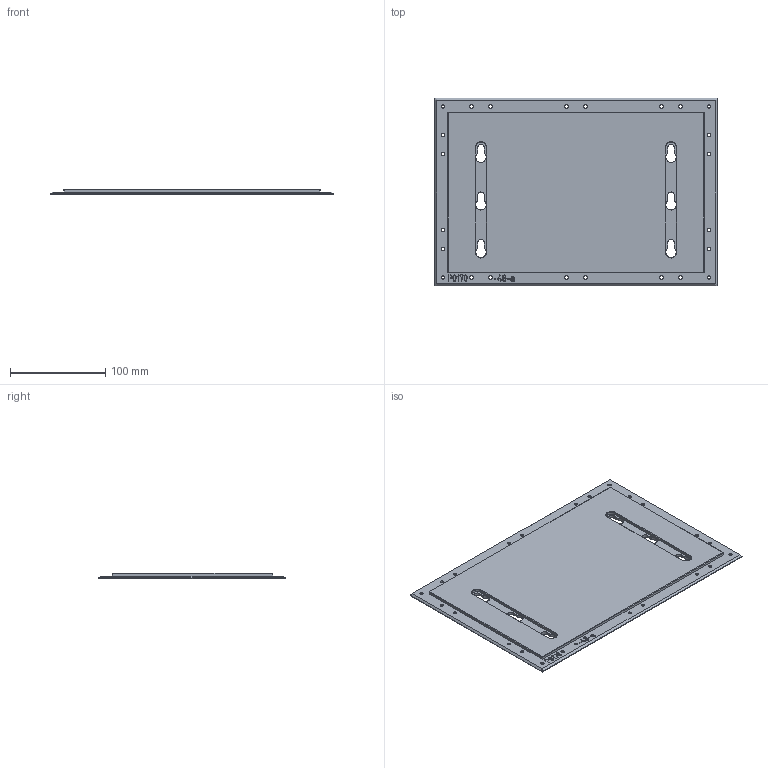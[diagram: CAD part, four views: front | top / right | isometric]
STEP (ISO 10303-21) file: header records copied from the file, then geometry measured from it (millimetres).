
FILE_DESCRIPTION(('FreeCAD Model'),'2;1');
FILE_NAME('Open CASCADE Shape Model','2024-08-11T12:21:45',(''),(''), 'Open CASCADE STEP processor 7.8','FreeCAD','Unknown');
FILE_SCHEMA(('AUTOMOTIVE_DESIGN { 1 0 10303 214 1 1 1 1 }'));
Length unit declared in the file: millimetre
Products named in the file (1): P0170-48-a_Grundplatte_300_200_Wandhalterung
Bounding box: 297.6 x 197.6 x 6 mm (x, y, z)
Volume: 299166.6 mm3; surface area: 122265.3 mm2
Topology: 1 solids, 1 shells, 354 faces, 925 edges, 586 vertices
Faces by surface type: extrusion 147, plane 135, cylinder 40, cone 28, bspline 4
Full cylindrical faces by diameter (mm): 3.4 x24
Entity records: 23544 total; most frequent: CARTESIAN_POINT 5786, DIRECTION 2804, VECTOR 2096, LINE 1949, ORIENTED_EDGE 1850, PCURVE 1850, DEFINITIONAL_REPRESENTATION 1850, EDGE_CURVE 925
